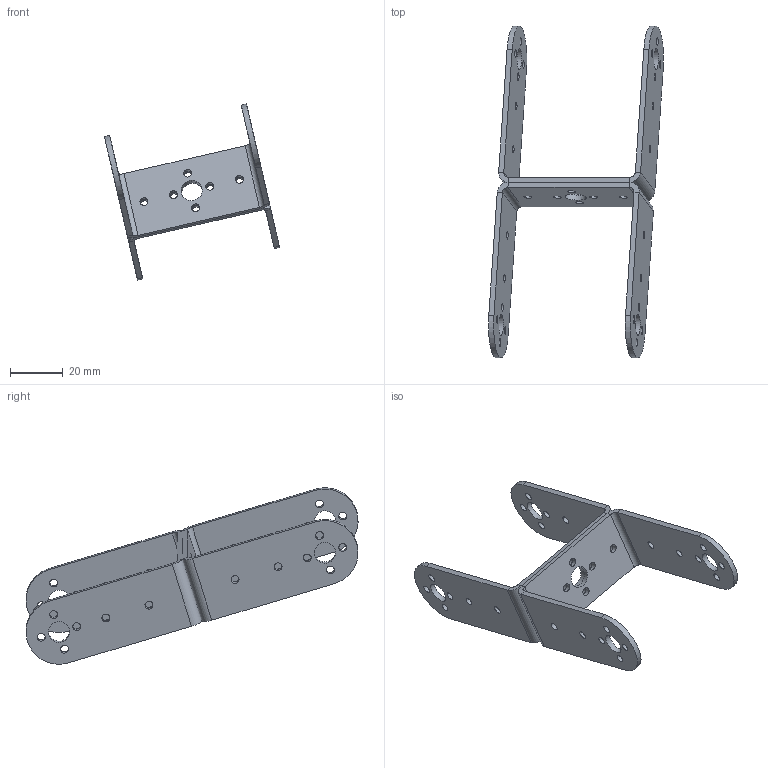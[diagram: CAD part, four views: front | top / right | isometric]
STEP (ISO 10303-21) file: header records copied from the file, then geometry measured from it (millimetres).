
FILE_DESCRIPTION(/* description */ (''),/* implementation_level */ '2;1');
FILE_NAME(/* name */ 'H LINK v1.step',/* time_stamp */ '2024-02-09T21:57:05+05:30',/* author */ (''),/* organization */ (''),/* preprocessor_version */ 'ST-DEVELOPER v20',/* originating_system */ 'Autodesk Translation Framework v12.20.1.177',/* authorisation */ '');
FILE_SCHEMA (('AUTOMOTIVE_DESIGN { 1 0 10303 214 3 1 1 }'));
Length unit declared in the file: millimetre
Products named in the file (20): H LINK; Servo Bracket - U Profil v1; Servo Bracket - U Profil v1 (1); Servo Bracket - long U; L Shape Bracket; Servo Bracket - universal v1 (2); Servo Bracket - universal v1 (3); Component28; Gripper v12; part8; part9; Part6; Part5; Part4; Part11; Part10; socket button head screw_iso_ISO 7380 - M3 x 12 - 12S; hex nut style 1 gradeab_iso_ISO - 4032 - M3 - W - N; Servo Bracket - universal v1 (3)_1; Servo Bracket - universal
Assembly tree (40 placements, depth 3):
  H LINK
    Servo Bracket - U Profil v1
      Servo Bracket - long U
    Servo Bracket - U Profil v1 (1)
      Servo Bracket - long U
    L Shape Bracket
    Servo Bracket - universal v1 (2)
      Servo Bracket - universal
    Servo Bracket - universal v1 (3)
      Servo Bracket - universal
    Component28  x4
    Gripper v12
      part8
      part9
      Part4  x4
      Part5  x4
      Part6
      Part10  x7
      Part11  x2
      socket button head screw_iso_ISO 7380 - M3 x 12 - 12S  x2
      hex nut style 1 gradeab_iso_ISO - 4032 - M3 - W - N  x2
    Servo Bracket - universal v1 (3)_1
      Servo Bracket - universal
Bounding box: 66.11 x 125.38 x 66.6 mm (x, y, z)
Volume: 16193.8 mm3; surface area: 18715.6 mm2
Topology: 2 solids, 2 shells, 86 faces, 214 edges, 132 vertices
Faces by surface type: cylinder 54, plane 32
Full cylindrical faces by diameter (mm): 3 x36, 8 x6
Entity records: 2091 total; most frequent: DIRECTION 367, CARTESIAN_POINT 276, ORIENTED_EDGE 214, AXIS2_PLACEMENT_3D 157, EDGE_CURVE 107, EDGE_LOOP 85, VERTEX_POINT 66, PRODUCT_DEFINITION_SHAPE 60
